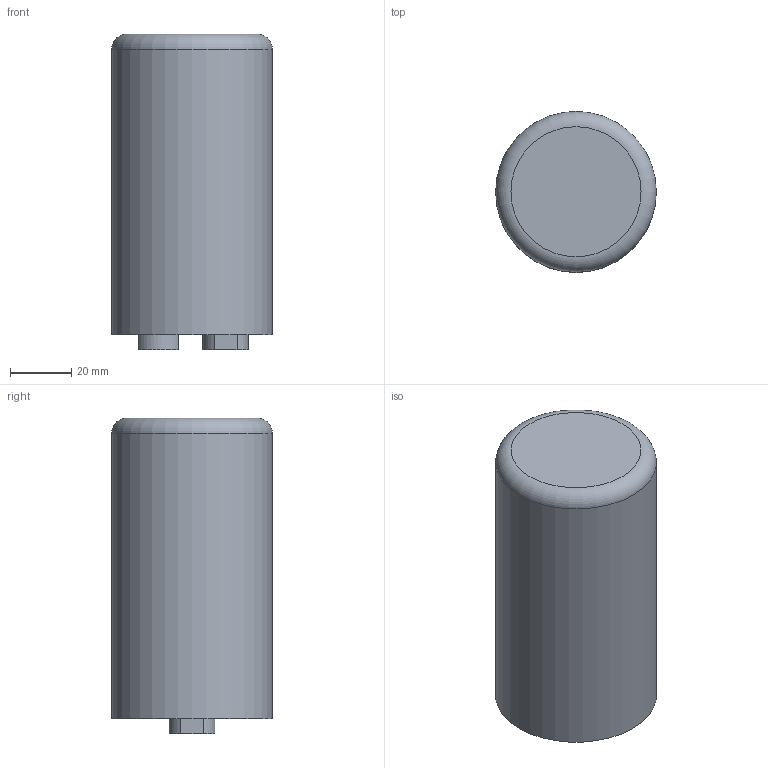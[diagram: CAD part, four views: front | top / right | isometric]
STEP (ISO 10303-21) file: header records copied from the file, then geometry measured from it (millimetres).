
FILE_DESCRIPTION(/* description */ (''),/* implementation_level */ '2;1');
FILE_NAME(/* name */ 'CAPPR_KEMET_PEH200MJ5220MU2_part1.stp',/* time_stamp */ '2016-07-11T11:43:58+02:00',/* author */ ('riccim'),/* organization */ (''),/* preprocessor_version */ 'ST-DEVELOPER v15.5',/* originating_system */ 'AutoCAD Mechanical',/* authorisation */ '');
FILE_SCHEMA (('AUTOMOTIVE_DESIGN { 1 0 10303 214 3 1 1 }'));
Length unit declared in the file: millimetre
Products named in the file (1): Product
Bounding box: 52.6 x 52.6 x 103.4 mm (x, y, z)
Volume: 209792.4 mm3; surface area: 26489 mm2
Topology: 4 solids, 4 shells, 25 faces, 41 edges, 27 vertices
Faces by surface type: plane 15, cylinder 9, torus 1
Full cylindrical faces by diameter (mm): 5 x2, 49.6 x2, 52.6 x1
Entity records: 599 total; most frequent: DIRECTION 106, CARTESIAN_POINT 88, ORIENTED_EDGE 70, AXIS2_PLACEMENT_3D 45, EDGE_CURVE 35, EDGE_LOOP 34, VERTEX_POINT 27, FACE_OUTER_BOUND 25
